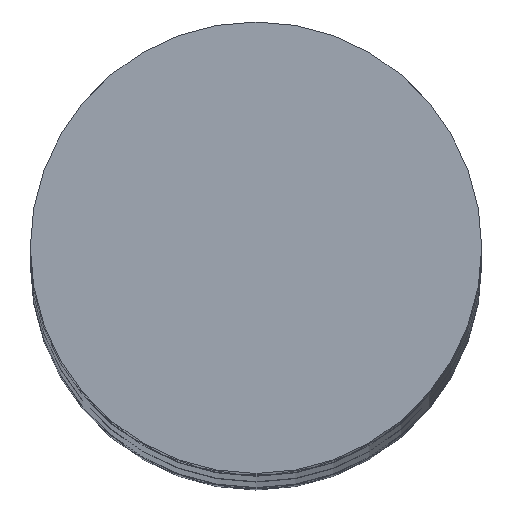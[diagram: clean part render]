
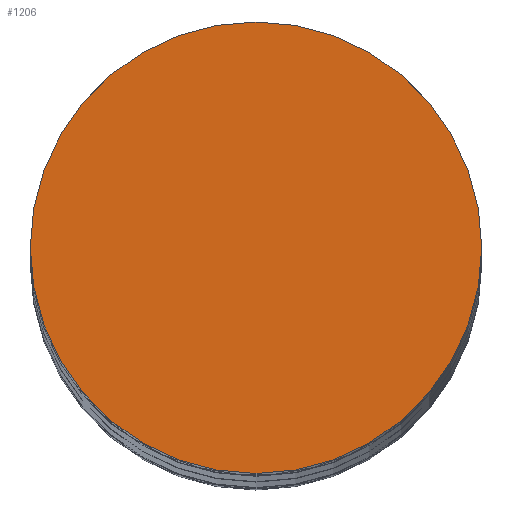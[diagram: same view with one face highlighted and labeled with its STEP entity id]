
A CAD part, top view. The second image highlights one B-rep face of the part: STEP entity #1206.
In plain terms, the highlighted planar face has unit normal (0, 0, 1).
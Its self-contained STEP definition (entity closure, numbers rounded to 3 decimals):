
#2 = DIRECTION ( 'NONE',  ( 0., 0., 1. ) ) ;
#7 = EDGE_LOOP ( 'NONE', ( #1074, #32 ) ) ;
#32 = ORIENTED_EDGE ( 'NONE', *, *, #456, .T. ) ;
#67 = DIRECTION ( 'NONE',  ( 1., 0., 0. ) ) ;
#77 = DIRECTION ( 'NONE',  ( 1., 0., 0. ) ) ;
#133 = CIRCLE ( 'NONE', #1088, 7.5 ) ;
#150 = EDGE_CURVE ( 'NONE', #1102, #1209, #133, .T. ) ;
#184 = CARTESIAN_POINT ( 'NONE',  ( -7.5, 0., 315. ) ) ;
#267 = PLANE ( 'NONE',  #823 ) ;
#271 = CARTESIAN_POINT ( 'NONE',  ( 7.5, 0., 315. ) ) ;
#286 = DIRECTION ( 'NONE',  ( 0., 0., 1. ) ) ;
#317 = FACE_OUTER_BOUND ( 'NONE', #7, .T. ) ;
#456 = EDGE_CURVE ( 'NONE', #1209, #1102, #1159, .T. ) ;
#613 = CARTESIAN_POINT ( 'NONE',  ( 0., 0., 315. ) ) ;
#676 = CARTESIAN_POINT ( 'NONE',  ( 0., 0., 315. ) ) ;
#786 = DIRECTION ( 'NONE',  ( 1., 0., 0. ) ) ;
#823 = AXIS2_PLACEMENT_3D ( 'NONE', #836, #934, #67 ) ;
#836 = CARTESIAN_POINT ( 'NONE',  ( 0., 0., 315. ) ) ;
#838 = AXIS2_PLACEMENT_3D ( 'NONE', #676, #2, #786 ) ;
#934 = DIRECTION ( 'NONE',  ( 0., 0., 1. ) ) ;
#1074 = ORIENTED_EDGE ( 'NONE', *, *, #150, .T. ) ;
#1088 = AXIS2_PLACEMENT_3D ( 'NONE', #613, #286, #77 ) ;
#1102 = VERTEX_POINT ( 'NONE', #184 ) ;
#1159 = CIRCLE ( 'NONE', #838, 7.5 ) ;
#1206 = ADVANCED_FACE ( 'NONE', ( #317 ), #267, .T. ) ;
#1209 = VERTEX_POINT ( 'NONE', #271 ) ;
